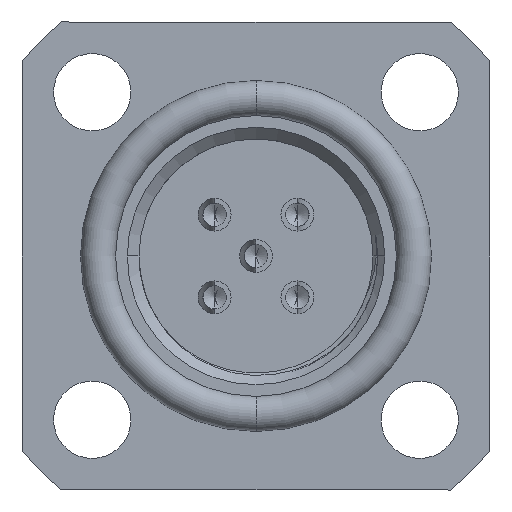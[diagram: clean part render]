
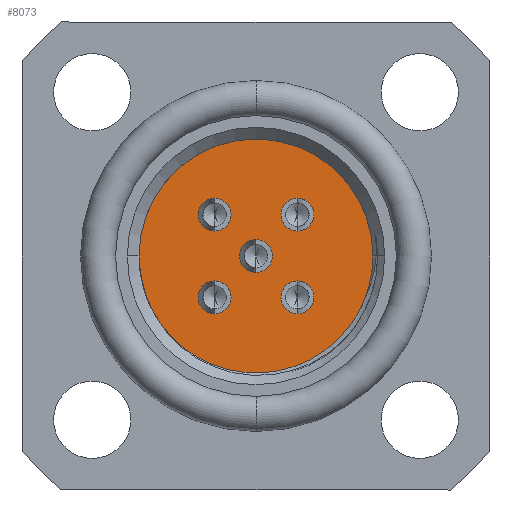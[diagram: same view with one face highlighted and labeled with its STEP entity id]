
A CAD part, left-side view. The second image highlights one B-rep face of the part: STEP entity #8073.
In plain terms, the highlighted face is planar.
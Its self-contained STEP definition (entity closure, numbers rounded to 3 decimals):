
#71 = EDGE_CURVE ( 'NONE', #3467, #3345, #3240, .T. ) ;
#216 = AXIS2_PLACEMENT_3D ( 'NONE', #1927, #1180, #5312 ) ;
#230 = CARTESIAN_POINT ( 'NONE',  ( 11.2, 1.768, -1.768 ) ) ;
#242 = FACE_BOUND ( 'NONE', #4525, .T. ) ;
#252 = DIRECTION ( 'NONE',  ( 1., 0., 0. ) ) ;
#270 = DIRECTION ( 'NONE',  ( 0., 0., -1. ) ) ;
#367 = CARTESIAN_POINT ( 'NONE',  ( 11.2, 1.768, 1.768 ) ) ;
#406 = EDGE_LOOP ( 'NONE', ( #4870, #726 ) ) ;
#503 = AXIS2_PLACEMENT_3D ( 'NONE', #901, #3581, #2245 ) ;
#548 = EDGE_LOOP ( 'NONE', ( #6644, #1272 ) ) ;
#620 = CARTESIAN_POINT ( 'NONE',  ( 11.2, 0., 0. ) ) ;
#638 = CIRCLE ( 'NONE', #3594, 0.7 ) ;
#646 = EDGE_LOOP ( 'NONE', ( #2653, #6156 ) ) ;
#726 = ORIENTED_EDGE ( 'NONE', *, *, #71, .T. ) ;
#886 = CIRCLE ( 'NONE', #3986, 0.7 ) ;
#901 = CARTESIAN_POINT ( 'NONE',  ( 11.2, 1.768, 1.768 ) ) ;
#928 = DIRECTION ( 'NONE',  ( 0., 0., -1. ) ) ;
#997 = DIRECTION ( 'NONE',  ( 0., 0., 1. ) ) ;
#1014 = CARTESIAN_POINT ( 'NONE',  ( 11.2, 0., 0. ) ) ;
#1070 = CARTESIAN_POINT ( 'NONE',  ( 11.2, -1.768, -1.768 ) ) ;
#1180 = DIRECTION ( 'NONE',  ( 1., 0., 0. ) ) ;
#1183 = EDGE_CURVE ( 'NONE', #7529, #6444, #1413, .T. ) ;
#1214 = ORIENTED_EDGE ( 'NONE', *, *, #6892, .F. ) ;
#1272 = ORIENTED_EDGE ( 'NONE', *, *, #5611, .F. ) ;
#1413 = CIRCLE ( 'NONE', #4247, 0.7 ) ;
#1473 = CIRCLE ( 'NONE', #7443, 5.25 ) ;
#1519 = FACE_BOUND ( 'NONE', #4553, .T. ) ;
#1544 = VERTEX_POINT ( 'NONE', #1694 ) ;
#1600 = ORIENTED_EDGE ( 'NONE', *, *, #7607, .F. ) ;
#1656 = CARTESIAN_POINT ( 'NONE',  ( 11.2, 4., 0. ) ) ;
#1694 = CARTESIAN_POINT ( 'NONE',  ( 11.2, -1.768, -2.468 ) ) ;
#1779 = DIRECTION ( 'NONE',  ( 0., 0., -1. ) ) ;
#1927 = CARTESIAN_POINT ( 'NONE',  ( 11.2, -1.768, -1.768 ) ) ;
#1936 = VERTEX_POINT ( 'NONE', #3995 ) ;
#2039 = VERTEX_POINT ( 'NONE', #6226 ) ;
#2221 = CARTESIAN_POINT ( 'NONE',  ( 11.2, 1.768, -1.068 ) ) ;
#2245 = DIRECTION ( 'NONE',  ( 0., 0., -1. ) ) ;
#2406 = CIRCLE ( 'NONE', #6128, 0.7 ) ;
#2487 = DIRECTION ( 'NONE',  ( 0., 0., -1. ) ) ;
#2508 = DIRECTION ( 'NONE',  ( 0., 0., -1. ) ) ;
#2540 = VERTEX_POINT ( 'NONE', #7410 ) ;
#2585 = CARTESIAN_POINT ( 'NONE',  ( 11.2, 1.768, -1.768 ) ) ;
#2625 = DIRECTION ( 'NONE',  ( 1., 0., 0. ) ) ;
#2637 = DIRECTION ( 'NONE',  ( 0., 0., -1. ) ) ;
#2653 = ORIENTED_EDGE ( 'NONE', *, *, #1183, .F. ) ;
#2662 = AXIS2_PLACEMENT_3D ( 'NONE', #4866, #4774, #7490 ) ;
#2732 = AXIS2_PLACEMENT_3D ( 'NONE', #1070, #7153, #2508 ) ;
#2794 = CARTESIAN_POINT ( 'NONE',  ( 11.2, 0., 5.25 ) ) ;
#3001 = AXIS2_PLACEMENT_3D ( 'NONE', #1656, #7640, #997 ) ;
#3016 = FACE_BOUND ( 'NONE', #646, .T. ) ;
#3215 = DIRECTION ( 'NONE',  ( 0., 0., -1. ) ) ;
#3240 = CIRCLE ( 'NONE', #2662, 5.25 ) ;
#3345 = VERTEX_POINT ( 'NONE', #4685 ) ;
#3354 = CARTESIAN_POINT ( 'NONE',  ( 11.2, -1.768, 1.768 ) ) ;
#3441 = CARTESIAN_POINT ( 'NONE',  ( 11.2, -1.768, 1.068 ) ) ;
#3467 = VERTEX_POINT ( 'NONE', #2794 ) ;
#3581 = DIRECTION ( 'NONE',  ( 1., 0., 0. ) ) ;
#3594 = AXIS2_PLACEMENT_3D ( 'NONE', #620, #5405, #3215 ) ;
#3727 = FACE_BOUND ( 'NONE', #548, .T. ) ;
#3885 = CIRCLE ( 'NONE', #5749, 0.7 ) ;
#3929 = DIRECTION ( 'NONE',  ( 0., 0., -1. ) ) ;
#3986 = AXIS2_PLACEMENT_3D ( 'NONE', #3354, #8731, #2637 ) ;
#3995 = CARTESIAN_POINT ( 'NONE',  ( 11.2, -1.768, -1.068 ) ) ;
#4187 = EDGE_CURVE ( 'NONE', #1544, #1936, #6310, .T. ) ;
#4237 = DIRECTION ( 'NONE',  ( 1., 0., 0. ) ) ;
#4247 = AXIS2_PLACEMENT_3D ( 'NONE', #230, #6363, #270 ) ;
#4272 = CARTESIAN_POINT ( 'NONE',  ( 11.2, -1.768, 1.768 ) ) ;
#4349 = FACE_OUTER_BOUND ( 'NONE', #406, .T. ) ;
#4525 = EDGE_LOOP ( 'NONE', ( #4605, #5545 ) ) ;
#4553 = EDGE_LOOP ( 'NONE', ( #1214, #1600 ) ) ;
#4555 = CIRCLE ( 'NONE', #7118, 0.7 ) ;
#4587 = VERTEX_POINT ( 'NONE', #3441 ) ;
#4605 = ORIENTED_EDGE ( 'NONE', *, *, #4731, .F. ) ;
#4685 = CARTESIAN_POINT ( 'NONE',  ( 11.2, 0., -5.25 ) ) ;
#4731 = EDGE_CURVE ( 'NONE', #2039, #2540, #638, .T. ) ;
#4774 = DIRECTION ( 'NONE',  ( 1., 0., 0. ) ) ;
#4866 = CARTESIAN_POINT ( 'NONE',  ( 11.2, 0., 0. ) ) ;
#4870 = ORIENTED_EDGE ( 'NONE', *, *, #5081, .T. ) ;
#5031 = EDGE_CURVE ( 'NONE', #7013, #7948, #8552, .T. ) ;
#5063 = VERTEX_POINT ( 'NONE', #7361 ) ;
#5076 = PLANE ( 'NONE',  #3001 ) ;
#5081 = EDGE_CURVE ( 'NONE', #3345, #3467, #1473, .T. ) ;
#5307 = EDGE_CURVE ( 'NONE', #7948, #7013, #3885, .T. ) ;
#5312 = DIRECTION ( 'NONE',  ( 0., 0., -1. ) ) ;
#5405 = DIRECTION ( 'NONE',  ( 1., 0., 0. ) ) ;
#5545 = ORIENTED_EDGE ( 'NONE', *, *, #6126, .F. ) ;
#5611 = EDGE_CURVE ( 'NONE', #1936, #1544, #7151, .T. ) ;
#5749 = AXIS2_PLACEMENT_3D ( 'NONE', #367, #6495, #1779 ) ;
#5983 = CARTESIAN_POINT ( 'NONE',  ( 11.2, 0., 0. ) ) ;
#6112 = ORIENTED_EDGE ( 'NONE', *, *, #5307, .F. ) ;
#6120 = CIRCLE ( 'NONE', #7664, 0.7 ) ;
#6126 = EDGE_CURVE ( 'NONE', #2540, #2039, #6120, .T. ) ;
#6128 = AXIS2_PLACEMENT_3D ( 'NONE', #2585, #7184, #3929 ) ;
#6156 = ORIENTED_EDGE ( 'NONE', *, *, #6958, .F. ) ;
#6178 = EDGE_LOOP ( 'NONE', ( #6112, #6602 ) ) ;
#6226 = CARTESIAN_POINT ( 'NONE',  ( 11.2, 0., -0.7 ) ) ;
#6310 = CIRCLE ( 'NONE', #2732, 0.7 ) ;
#6363 = DIRECTION ( 'NONE',  ( 1., 0., 0. ) ) ;
#6444 = VERTEX_POINT ( 'NONE', #2221 ) ;
#6495 = DIRECTION ( 'NONE',  ( 1., 0., 0. ) ) ;
#6602 = ORIENTED_EDGE ( 'NONE', *, *, #5031, .F. ) ;
#6644 = ORIENTED_EDGE ( 'NONE', *, *, #4187, .F. ) ;
#6892 = EDGE_CURVE ( 'NONE', #4587, #5063, #886, .T. ) ;
#6958 = EDGE_CURVE ( 'NONE', #6444, #7529, #2406, .T. ) ;
#7013 = VERTEX_POINT ( 'NONE', #8252 ) ;
#7118 = AXIS2_PLACEMENT_3D ( 'NONE', #4272, #252, #928 ) ;
#7151 = CIRCLE ( 'NONE', #216, 0.7 ) ;
#7153 = DIRECTION ( 'NONE',  ( 1., 0., 0. ) ) ;
#7184 = DIRECTION ( 'NONE',  ( 1., 0., 0. ) ) ;
#7361 = CARTESIAN_POINT ( 'NONE',  ( 11.2, -1.768, 2.468 ) ) ;
#7410 = CARTESIAN_POINT ( 'NONE',  ( 11.2, 0., 0.7 ) ) ;
#7443 = AXIS2_PLACEMENT_3D ( 'NONE', #5983, #2625, #2487 ) ;
#7456 = CARTESIAN_POINT ( 'NONE',  ( 11.2, 1.768, -2.468 ) ) ;
#7490 = DIRECTION ( 'NONE',  ( 0., 0., -1. ) ) ;
#7529 = VERTEX_POINT ( 'NONE', #7456 ) ;
#7607 = EDGE_CURVE ( 'NONE', #5063, #4587, #4555, .T. ) ;
#7640 = DIRECTION ( 'NONE',  ( -1., 0., 0. ) ) ;
#7664 = AXIS2_PLACEMENT_3D ( 'NONE', #1014, #4237, #8314 ) ;
#7948 = VERTEX_POINT ( 'NONE', #8534 ) ;
#8073 = ADVANCED_FACE ( 'NONE', ( #242, #3016, #3727, #1519, #8382, #4349 ), #5076, .F. ) ;
#8252 = CARTESIAN_POINT ( 'NONE',  ( 11.2, 1.768, 2.468 ) ) ;
#8314 = DIRECTION ( 'NONE',  ( 0., 0., -1. ) ) ;
#8382 = FACE_BOUND ( 'NONE', #6178, .T. ) ;
#8534 = CARTESIAN_POINT ( 'NONE',  ( 11.2, 1.768, 1.068 ) ) ;
#8552 = CIRCLE ( 'NONE', #503, 0.7 ) ;
#8731 = DIRECTION ( 'NONE',  ( 1., 0., 0. ) ) ;
